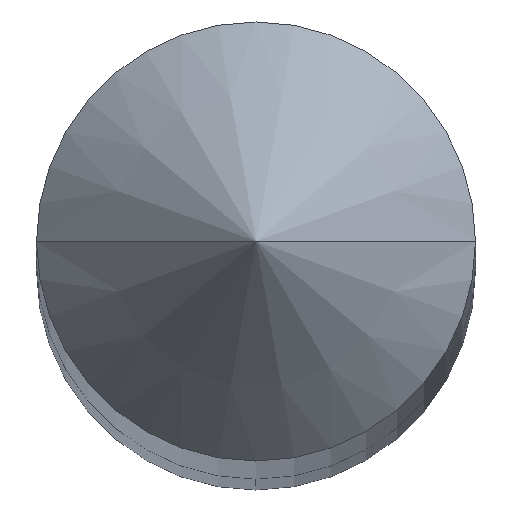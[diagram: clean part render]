
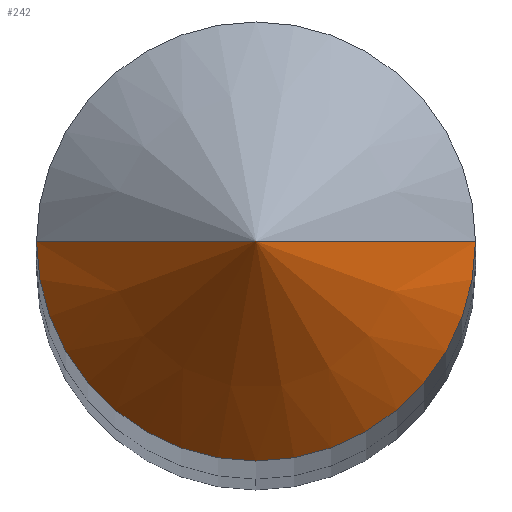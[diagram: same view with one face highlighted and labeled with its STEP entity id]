
A CAD part, top view. The second image highlights one B-rep face of the part: STEP entity #242.
In plain terms, the highlighted conical face has half-angle 45 degrees and reference radius 0.406 mm.
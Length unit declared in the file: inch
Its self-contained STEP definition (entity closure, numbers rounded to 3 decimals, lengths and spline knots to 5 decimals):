
#6 = FACE_OUTER_BOUND ( 'NONE', #276, .T. ) ;
#10 = DIRECTION ( 'NONE',  ( 0., 0., -1. ) ) ;
#32 = CIRCLE ( 'NONE', #310, 0.016 ) ;
#41 = CARTESIAN_POINT ( 'NONE',  ( 0.016, 0., -0.03125 ) ) ;
#77 = DIRECTION ( 'NONE',  ( 0., 0., 1. ) ) ;
#85 = ORIENTED_EDGE ( 'NONE', *, *, #131, .F. ) ;
#116 = VERTEX_POINT ( 'NONE', #311 ) ;
#120 = VERTEX_POINT ( 'NONE', #130 ) ;
#125 = DIRECTION ( 'NONE',  ( -1., 0., 0. ) ) ;
#130 = CARTESIAN_POINT ( 'NONE',  ( 0.016, 0., -0.03125 ) ) ;
#131 = EDGE_CURVE ( 'NONE', #164, #120, #345, .T. ) ;
#134 = ORIENTED_EDGE ( 'NONE', *, *, #265, .T. ) ;
#142 = ORIENTED_EDGE ( 'NONE', *, *, #207, .T. ) ;
#146 = DIRECTION ( 'NONE',  ( 0.707, 0., -0.707 ) ) ;
#161 = DIRECTION ( 'NONE',  ( 1., 0., 0. ) ) ;
#164 = VERTEX_POINT ( 'NONE', #231 ) ;
#178 = VECTOR ( 'NONE', #233, 39.37008 ) ;
#180 = LINE ( 'NONE', #258, #178 ) ;
#203 = CONICAL_SURFACE ( 'NONE', #209, 0.016, 0.785 ) ;
#207 = EDGE_CURVE ( 'NONE', #164, #116, #180, .T. ) ;
#209 = AXIS2_PLACEMENT_3D ( 'NONE', #259, #10, #125 ) ;
#231 = CARTESIAN_POINT ( 'NONE',  ( 0., 0., -0.01525 ) ) ;
#233 = DIRECTION ( 'NONE',  ( -0.707, 0., -0.707 ) ) ;
#238 = CARTESIAN_POINT ( 'NONE',  ( 0., 0., -0.03125 ) ) ;
#242 = ADVANCED_FACE ( 'NONE', ( #6 ), #203, .T. ) ;
#258 = CARTESIAN_POINT ( 'NONE',  ( -0.016, 0., -0.03125 ) ) ;
#259 = CARTESIAN_POINT ( 'NONE',  ( 0., 0., -0.03125 ) ) ;
#265 = EDGE_CURVE ( 'NONE', #116, #120, #32, .T. ) ;
#276 = EDGE_LOOP ( 'NONE', ( #85, #142, #134 ) ) ;
#290 = VECTOR ( 'NONE', #146, 39.37008 ) ;
#310 = AXIS2_PLACEMENT_3D ( 'NONE', #238, #77, #161 ) ;
#311 = CARTESIAN_POINT ( 'NONE',  ( -0.016, 0., -0.03125 ) ) ;
#345 = LINE ( 'NONE', #41, #290 ) ;
